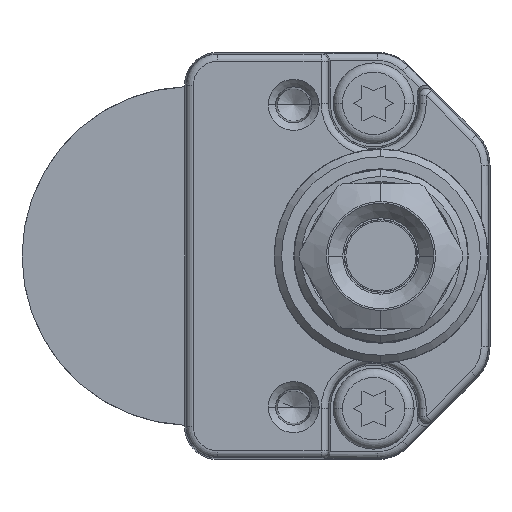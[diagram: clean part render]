
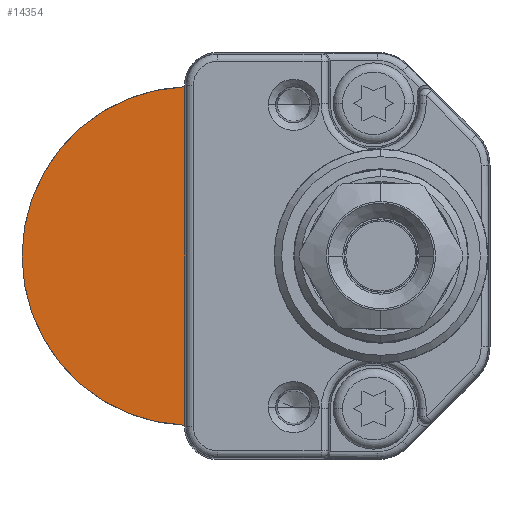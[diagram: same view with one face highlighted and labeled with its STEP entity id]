
A CAD part, left-side view. The second image highlights one B-rep face of the part: STEP entity #14354.
In plain terms, the highlighted planar face has unit normal (-1, 0, 0).
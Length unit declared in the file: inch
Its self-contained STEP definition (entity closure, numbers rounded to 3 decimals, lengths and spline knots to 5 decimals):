
#1180=DIRECTION('',(0.,0.,1.));
#1181=VECTOR('',#1180,0.91659);
#1182=CARTESIAN_POINT('',(0.,0.82677,-0.4583));
#1183=LINE('',#1182,#1181);
#1184=CARTESIAN_POINT('',(0.,0.80846,0.));
#1185=DIRECTION('',(-1.,0.,0.));
#1186=DIRECTION('',(0.,0.04,0.999));
#1187=AXIS2_PLACEMENT_3D('',#1184,#1185,#1186);
#11906=CARTESIAN_POINT('',(0.,0.82677,-0.4583));
#11907=CARTESIAN_POINT('',(0.,0.82677,0.4583));
#11908=VERTEX_POINT('',#11906);
#11909=VERTEX_POINT('',#11907);
#14344=CARTESIAN_POINT('',(0.,0.74941,0.));
#14345=DIRECTION('',(-1.,0.,0.));
#14346=DIRECTION('',(0.,0.,1.));
#14347=AXIS2_PLACEMENT_3D('',#14344,#14345,#14346);
#14348=PLANE('',#14347);
#14349=ORIENTED_EDGE('',*,*,#14332,.F.);
#14351=ORIENTED_EDGE('',*,*,#14350,.F.);
#14352=EDGE_LOOP('',(#14349,#14351));
#14353=FACE_OUTER_BOUND('',#14352,.F.);
#14354=ADVANCED_FACE('',(#14353),#14348,.T.);
#1188=CIRCLE('',#1187,0.45866);
#14332=EDGE_CURVE('',#11908,#11909,#1183,.T.);
#14350=EDGE_CURVE('',#11909,#11908,#1188,.T.);
